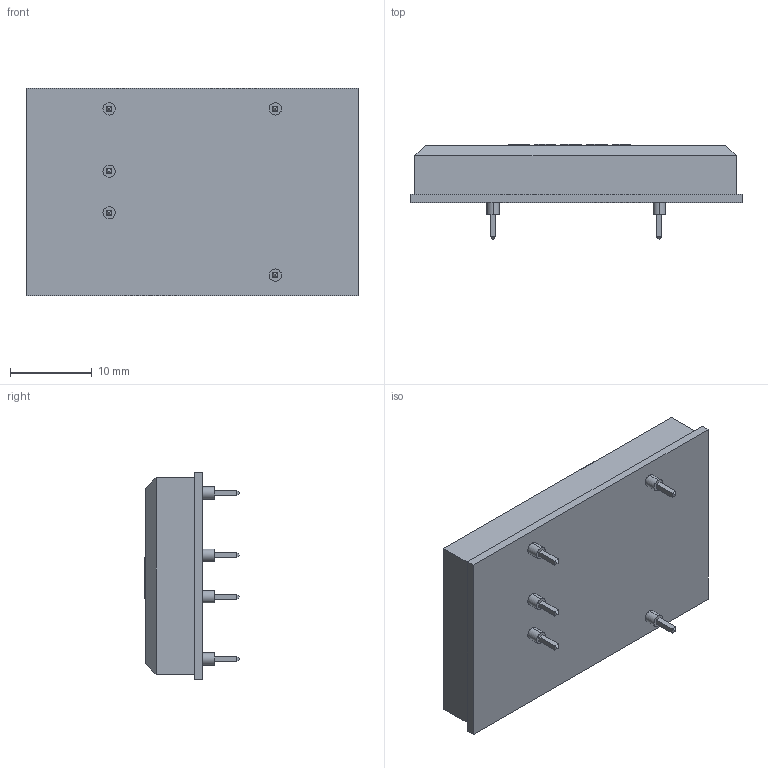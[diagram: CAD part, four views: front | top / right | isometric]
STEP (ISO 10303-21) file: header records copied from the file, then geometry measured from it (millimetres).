
FILE_DESCRIPTION (( 'STEP AP214' ), '1' );
FILE_NAME ('User Library-NSD05-12S5.STEP', '2014-01-15T13:25:47', ( 'Windows User' ), ( '' ), 'SwSTEP 2.0', 'SolidWorks 2014', '' );
FILE_SCHEMA (( 'AUTOMOTIVE_DESIGN' ));
Length unit declared in the file: millimetre
Products named in the file (1): User Library-NSD05-12S5
Bounding box: 40.6 x 11.6 x 25.4 mm (x, y, z)
Volume: 6615.3 mm3; surface area: 2937.7 mm2
Topology: 1 solids, 1 shells, 327 faces, 894 edges, 587 vertices
Faces by surface type: cylinder 172, plane 155
Entity records: 14072 total; most frequent: CARTESIAN_POINT 2220, ORIENTED_EDGE 1788, DIRECTION 1625, EDGE_CURVE 894, VERTEX_POINT 587, LINE 545, VECTOR 545, AXIS2_PLACEMENT_3D 540
